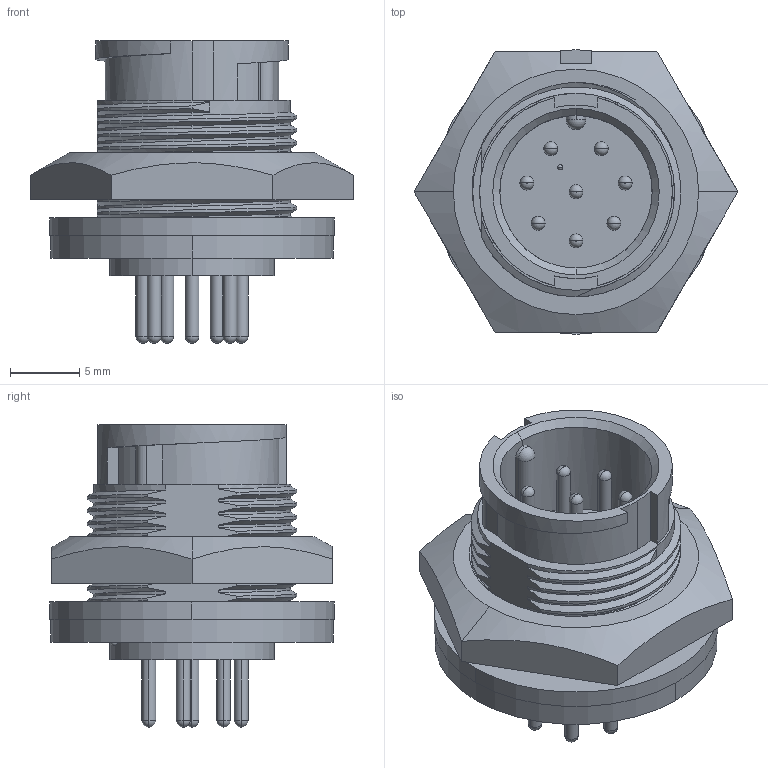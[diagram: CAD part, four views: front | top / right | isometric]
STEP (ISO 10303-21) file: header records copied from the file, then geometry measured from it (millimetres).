
FILE_DESCRIPTION (( 'STEP AP203' ), '1' );
FILE_NAME ('7281-XPG-300.STEP', '2013-09-30T20:45:48', ( 'J0FPBF1' ), ( '' ), 'SwSTEP 2.0', 'SolidWorks 2012', '' );
FILE_SCHEMA (( 'CONFIG_CONTROL_DESIGN' ));
Length unit declared in the file: inch
Products named in the file (1): 7281-XPG-300
Bounding box: 23.46 x 20.62 x 21.89 mm (x, y, z)
Volume: 2973.3 mm3; surface area: 3005.5 mm2
Topology: 2 solids, 2 shells, 214 faces, 528 edges, 339 vertices
Faces by surface type: cylinder 99, plane 51, torus 34, bspline 24, cone 4, sphere 2
Entity records: 12700 total; most frequent: CARTESIAN_POINT 7926, ORIENTED_EDGE 1048, DIRECTION 925, EDGE_CURVE 524, AXIS2_PLACEMENT_3D 376, VERTEX_POINT 337, EDGE_LOOP 239, FACE_OUTER_BOUND 214
